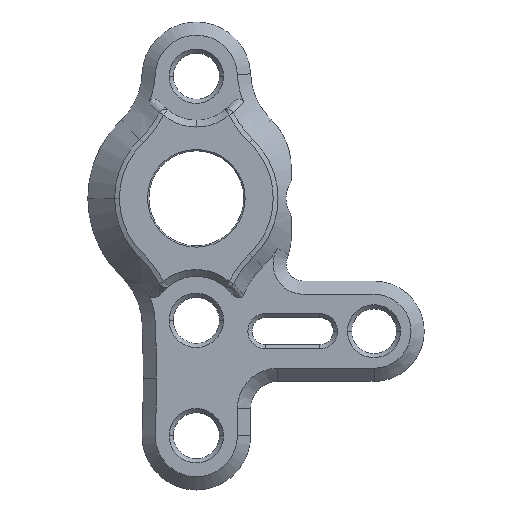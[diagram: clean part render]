
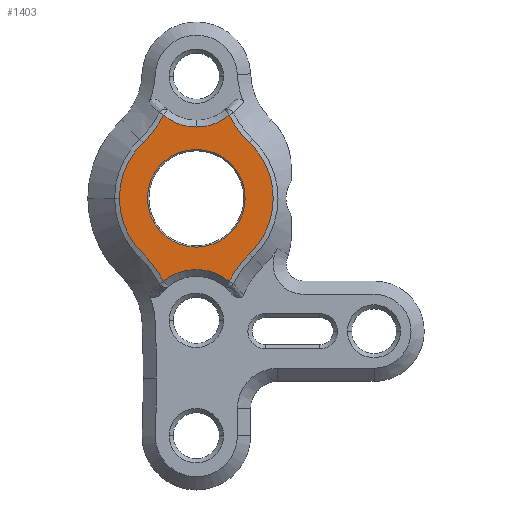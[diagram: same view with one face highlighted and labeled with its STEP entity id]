
A CAD part, top view. The second image highlights one B-rep face of the part: STEP entity #1403.
In plain terms, the highlighted planar face has unit normal (0, 0, 1).
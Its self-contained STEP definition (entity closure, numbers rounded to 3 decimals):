
#19 = CARTESIAN_POINT ( 'NONE',  ( 0., 0., 3.9 ) ) ;
#27 = DIRECTION ( 'NONE',  ( 0., 0., -1. ) ) ;
#54 = DIRECTION ( 'NONE',  ( 0., 0., -1. ) ) ;
#212 = AXIS2_PLACEMENT_3D ( 'NONE', #2033, #2886, #1721 ) ;
#275 = CIRCLE ( 'NONE', #899, 7.328 ) ;
#290 = EDGE_CURVE ( 'NONE', #3091, #3360, #1422, .T. ) ;
#308 = DIRECTION ( 'NONE',  ( 1., 0., 0. ) ) ;
#309 = EDGE_LOOP ( 'NONE', ( #393, #2392, #3265, #3341, #1587, #2783, #1034, #2940, #3001, #2578 ) ) ;
#326 = EDGE_LOOP ( 'NONE', ( #1186, #3333 ) ) ;
#328 = AXIS2_PLACEMENT_3D ( 'NONE', #1159, #603, #958 ) ;
#393 = ORIENTED_EDGE ( 'NONE', *, *, #2674, .T. ) ;
#426 = CARTESIAN_POINT ( 'NONE',  ( 8.992, 9.389, 3.9 ) ) ;
#449 = CIRCLE ( 'NONE', #1613, 5.672 ) ;
#567 = AXIS2_PLACEMENT_3D ( 'NONE', #1220, #1451, #1238 ) ;
#575 = CARTESIAN_POINT ( 'NONE',  ( -3.923, -4.096, 3.9 ) ) ;
#603 = DIRECTION ( 'NONE',  ( 0., 0., -1. ) ) ;
#631 = EDGE_CURVE ( 'NONE', #2020, #1768, #1769, .T. ) ;
#663 = VERTEX_POINT ( 'NONE', #575 ) ;
#665 = CIRCLE ( 'NONE', #212, 7.328 ) ;
#720 = VERTEX_POINT ( 'NONE', #2239 ) ;
#730 = AXIS2_PLACEMENT_3D ( 'NONE', #19, #2764, #1984 ) ;
#783 = AXIS2_PLACEMENT_3D ( 'NONE', #1708, #54, #308 ) ;
#790 = DIRECTION ( 'NONE',  ( 0., 0., -1. ) ) ;
#804 = EDGE_CURVE ( 'NONE', #663, #720, #665, .T. ) ;
#867 = DIRECTION ( 'NONE',  ( 0., 0., -1. ) ) ;
#899 = AXIS2_PLACEMENT_3D ( 'NONE', #426, #2672, #2382 ) ;
#958 = DIRECTION ( 'NONE',  ( 0., -1., 0. ) ) ;
#1012 = CARTESIAN_POINT ( 'NONE',  ( -5.672, 0., 3.9 ) ) ;
#1034 = ORIENTED_EDGE ( 'NONE', *, *, #1063, .F. ) ;
#1039 = CARTESIAN_POINT ( 'NONE',  ( 2.424, -6.138, 3.9 ) ) ;
#1063 = EDGE_CURVE ( 'NONE', #1225, #3360, #449, .T. ) ;
#1098 = VERTEX_POINT ( 'NONE', #3370 ) ;
#1159 = CARTESIAN_POINT ( 'NONE',  ( -8.992, 9.389, 3.9 ) ) ;
#1186 = ORIENTED_EDGE ( 'NONE', *, *, #631, .T. ) ;
#1192 = DIRECTION ( 'NONE',  ( 1., 0., 0. ) ) ;
#1206 = AXIS2_PLACEMENT_3D ( 'NONE', #2639, #3485, #1192 ) ;
#1212 = CARTESIAN_POINT ( 'NONE',  ( 3.923, 4.096, 3.9 ) ) ;
#1213 = DIRECTION ( 'NONE',  ( 1., 0., 0. ) ) ;
#1220 = CARTESIAN_POINT ( 'NONE',  ( 0., 9., 3.9 ) ) ;
#1225 = VERTEX_POINT ( 'NONE', #1212 ) ;
#1238 = DIRECTION ( 'NONE',  ( 0., -1., 0. ) ) ;
#1332 = DIRECTION ( 'NONE',  ( -1., 0., 0. ) ) ;
#1403 = ADVANCED_FACE ( 'NONE', ( #2347, #1814 ), #1508, .T. ) ;
#1422 = CIRCLE ( 'NONE', #783, 7.328 ) ;
#1443 = EDGE_CURVE ( 'NONE', #1514, #2198, #1676, .T. ) ;
#1445 = CARTESIAN_POINT ( 'NONE',  ( 0., 0., 3.9 ) ) ;
#1451 = DIRECTION ( 'NONE',  ( 0., 0., -1. ) ) ;
#1505 = VERTEX_POINT ( 'NONE', #3223 ) ;
#1508 = PLANE ( 'NONE',  #1206 ) ;
#1514 = VERTEX_POINT ( 'NONE', #1012 ) ;
#1542 = CARTESIAN_POINT ( 'NONE',  ( -3.6, 0., 3.9 ) ) ;
#1587 = ORIENTED_EDGE ( 'NONE', *, *, #2532, .T. ) ;
#1613 = AXIS2_PLACEMENT_3D ( 'NONE', #2470, #27, #1910 ) ;
#1670 = EDGE_CURVE ( 'NONE', #1768, #2020, #2017, .T. ) ;
#1676 = CIRCLE ( 'NONE', #2201, 5.672 ) ;
#1708 = CARTESIAN_POINT ( 'NONE',  ( 8.992, -9.389, 3.9 ) ) ;
#1721 = DIRECTION ( 'NONE',  ( 0., -1., 0. ) ) ;
#1723 = CIRCLE ( 'NONE', #328, 7.328 ) ;
#1768 = VERTEX_POINT ( 'NONE', #1542 ) ;
#1769 = CIRCLE ( 'NONE', #730, 3.6 ) ;
#1810 = CARTESIAN_POINT ( 'NONE',  ( -3.923, 4.096, 3.9 ) ) ;
#1814 = FACE_BOUND ( 'NONE', #326, .T. ) ;
#1910 = DIRECTION ( 'NONE',  ( -1., 0., 0. ) ) ;
#1983 = EDGE_CURVE ( 'NONE', #1505, #3116, #2777, .T. ) ;
#1984 = DIRECTION ( 'NONE',  ( 1., 0., 0. ) ) ;
#2015 = DIRECTION ( 'NONE',  ( 1., 0., 0. ) ) ;
#2017 = CIRCLE ( 'NONE', #2487, 3.6 ) ;
#2020 = VERTEX_POINT ( 'NONE', #3082 ) ;
#2033 = CARTESIAN_POINT ( 'NONE',  ( -8.992, -9.389, 3.9 ) ) ;
#2096 = EDGE_CURVE ( 'NONE', #663, #1514, #2537, .T. ) ;
#2143 = AXIS2_PLACEMENT_3D ( 'NONE', #3136, #3113, #3153 ) ;
#2198 = VERTEX_POINT ( 'NONE', #1810 ) ;
#2201 = AXIS2_PLACEMENT_3D ( 'NONE', #3573, #790, #1332 ) ;
#2208 = EDGE_CURVE ( 'NONE', #1225, #1098, #275, .T. ) ;
#2232 = DIRECTION ( 'NONE',  ( 0., 0., -1. ) ) ;
#2239 = CARTESIAN_POINT ( 'NONE',  ( -2.424, -6.138, 3.9 ) ) ;
#2347 = FACE_OUTER_BOUND ( 'NONE', #309, .T. ) ;
#2382 = DIRECTION ( 'NONE',  ( 1., 0., 0. ) ) ;
#2392 = ORIENTED_EDGE ( 'NONE', *, *, #1443, .F. ) ;
#2431 = AXIS2_PLACEMENT_3D ( 'NONE', #3376, #867, #2015 ) ;
#2470 = CARTESIAN_POINT ( 'NONE',  ( 0., 0., 3.9 ) ) ;
#2487 = AXIS2_PLACEMENT_3D ( 'NONE', #1445, #2861, #1213 ) ;
#2497 = CIRCLE ( 'NONE', #567, 3.75 ) ;
#2532 = EDGE_CURVE ( 'NONE', #720, #3091, #3305, .T. ) ;
#2537 = CIRCLE ( 'NONE', #2143, 5.672 ) ;
#2578 = ORIENTED_EDGE ( 'NONE', *, *, #1983, .T. ) ;
#2639 = CARTESIAN_POINT ( 'NONE',  ( 0., 0., 3.9 ) ) ;
#2672 = DIRECTION ( 'NONE',  ( 0., 0., -1. ) ) ;
#2674 = EDGE_CURVE ( 'NONE', #3116, #2198, #1723, .T. ) ;
#2764 = DIRECTION ( 'NONE',  ( 0., 0., -1. ) ) ;
#2777 = CIRCLE ( 'NONE', #3298, 3.75 ) ;
#2783 = ORIENTED_EDGE ( 'NONE', *, *, #290, .T. ) ;
#2791 = CARTESIAN_POINT ( 'NONE',  ( 0., 9., 3.9 ) ) ;
#2861 = DIRECTION ( 'NONE',  ( 0., 0., -1. ) ) ;
#2886 = DIRECTION ( 'NONE',  ( 0., 0., -1. ) ) ;
#2940 = ORIENTED_EDGE ( 'NONE', *, *, #2208, .T. ) ;
#3001 = ORIENTED_EDGE ( 'NONE', *, *, #3476, .T. ) ;
#3082 = CARTESIAN_POINT ( 'NONE',  ( 3.6, 0., 3.9 ) ) ;
#3091 = VERTEX_POINT ( 'NONE', #1039 ) ;
#3113 = DIRECTION ( 'NONE',  ( 0., 0., -1. ) ) ;
#3116 = VERTEX_POINT ( 'NONE', #3522 ) ;
#3136 = CARTESIAN_POINT ( 'NONE',  ( 0., 0., 3.9 ) ) ;
#3140 = CARTESIAN_POINT ( 'NONE',  ( 3.923, -4.096, 3.9 ) ) ;
#3153 = DIRECTION ( 'NONE',  ( -1., 0., 0. ) ) ;
#3223 = CARTESIAN_POINT ( 'NONE',  ( 0., 5.25, 3.9 ) ) ;
#3265 = ORIENTED_EDGE ( 'NONE', *, *, #2096, .F. ) ;
#3298 = AXIS2_PLACEMENT_3D ( 'NONE', #2791, #2232, #3346 ) ;
#3305 = CIRCLE ( 'NONE', #2431, 3.75 ) ;
#3333 = ORIENTED_EDGE ( 'NONE', *, *, #1670, .T. ) ;
#3341 = ORIENTED_EDGE ( 'NONE', *, *, #804, .T. ) ;
#3346 = DIRECTION ( 'NONE',  ( 0., -1., 0. ) ) ;
#3360 = VERTEX_POINT ( 'NONE', #3140 ) ;
#3370 = CARTESIAN_POINT ( 'NONE',  ( 2.424, 6.138, 3.9 ) ) ;
#3376 = CARTESIAN_POINT ( 'NONE',  ( 0., -9., 3.9 ) ) ;
#3476 = EDGE_CURVE ( 'NONE', #1098, #1505, #2497, .T. ) ;
#3485 = DIRECTION ( 'NONE',  ( 0., 0., 1. ) ) ;
#3522 = CARTESIAN_POINT ( 'NONE',  ( -2.424, 6.138, 3.9 ) ) ;
#3573 = CARTESIAN_POINT ( 'NONE',  ( 0., 0., 3.9 ) ) ;
